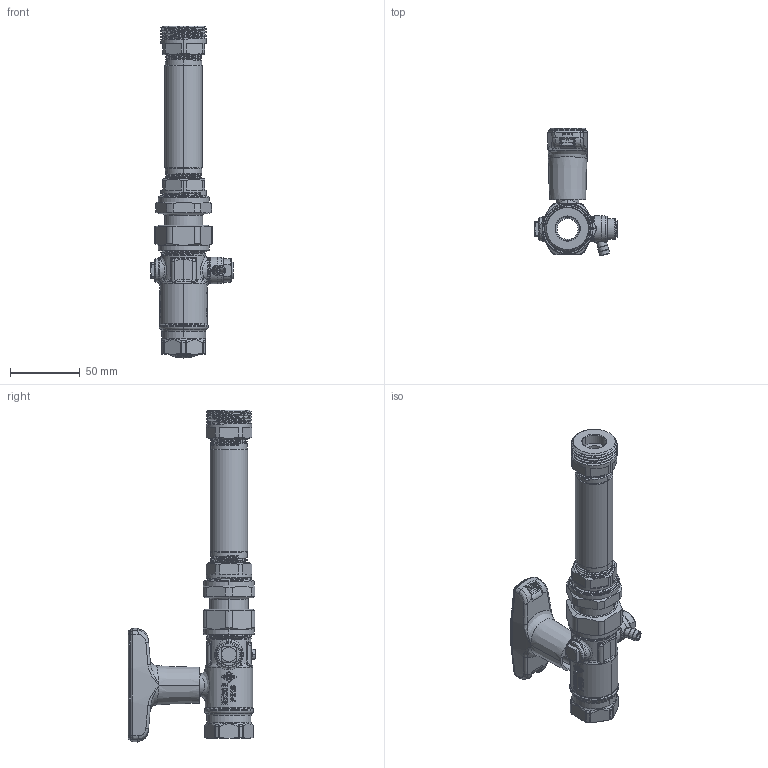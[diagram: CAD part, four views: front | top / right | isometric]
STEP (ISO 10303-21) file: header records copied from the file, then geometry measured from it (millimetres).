
FILE_DESCRIPTION((''),'2;1');
FILE_NAME('9339-04-800-KUGELHAHN-DISTANZ','2016-06-02T',('marann'),(''),'PRO/ENGINEER BY PARAMETRIC TECHNOLOGY CORPORATION, 2011490','PRO/ENGINEER BY PARAMETRIC TECHNOLOGY CORPORATION, 2011490','');
FILE_SCHEMA(('CONFIG_CONTROL_DESIGN'));
Length unit declared in the file: millimetre
Products named in the file (1): 9339-04-800-KUGELHAHN-DISTANZ
Bounding box: 59 x 91.36 x 237.65 mm (x, y, z)
Volume: 122528.8 mm3; surface area: 81385.1 mm2
Topology: 3 solids, 5 shells, 2391 faces, 6420 edges, 4104 vertices
Faces by surface type: plane 1269, cylinder 479, bspline 294, cone 179, torus 132, sphere 28, extrusion 10
Entity records: 119119 total; most frequent: CARTESIAN_POINT 62241, ORIENTED_EDGE 12836, DIRECTION 10380, EDGE_CURVE 6418, VERTEX_POINT 4104, VECTOR 3632, LINE 3622, AXIS2_PLACEMENT_3D 3374
